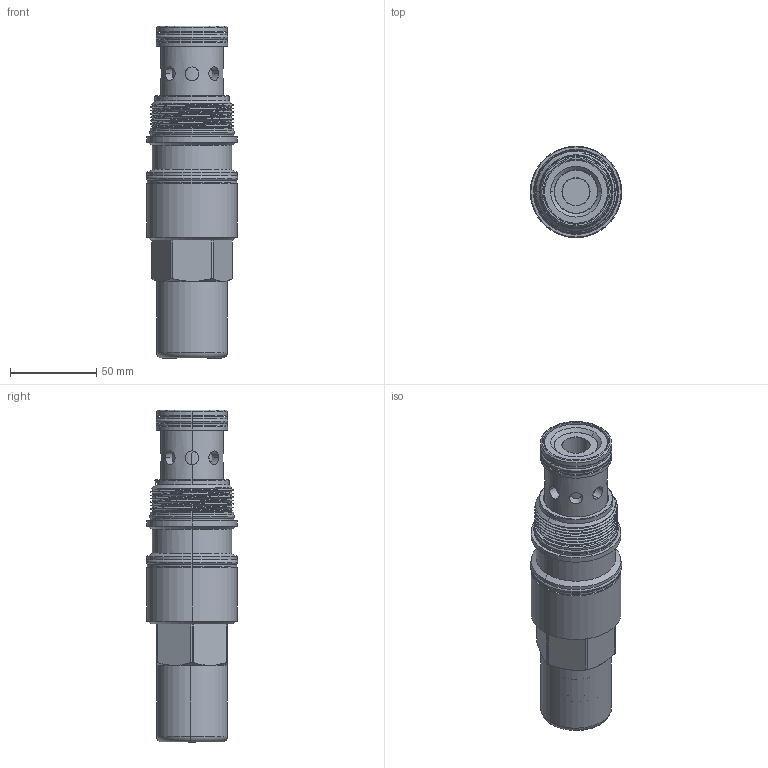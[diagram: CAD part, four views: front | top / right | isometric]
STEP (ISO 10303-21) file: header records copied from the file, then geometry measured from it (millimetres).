
FILE_DESCRIPTION (( 'STEP AP203' ), '1' );
FILE_NAME ('PD19A3J-C.STEP', '2020-03-23T02:55:12', ( '' ), ( '' ), 'SwSTEP 2.0', 'SolidWorks 2018', '' );
FILE_SCHEMA (( 'CONFIG_CONTROL_DESIGN' ));
Length unit declared in the file: millimetre
Products named in the file (1): PD19A3J-C
Bounding box: 53.11 x 53.11 x 192.68 mm (x, y, z)
Volume: 263946.2 mm3; surface area: 57397.8 mm2
Topology: 9 solids, 22 shells, 408 faces, 935 edges, 589 vertices
Faces by surface type: cylinder 202, plane 103, cone 48, torus 46, bspline 9
Entity records: 19741 total; most frequent: CARTESIAN_POINT 10495, DIRECTION 1986, ORIENTED_EDGE 1866, EDGE_CURVE 933, AXIS2_PLACEMENT_3D 841, VERTEX_POINT 589, EDGE_LOOP 468, CIRCLE 441
